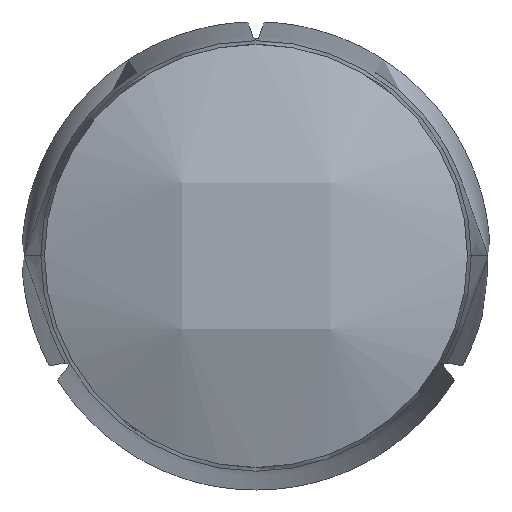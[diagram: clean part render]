
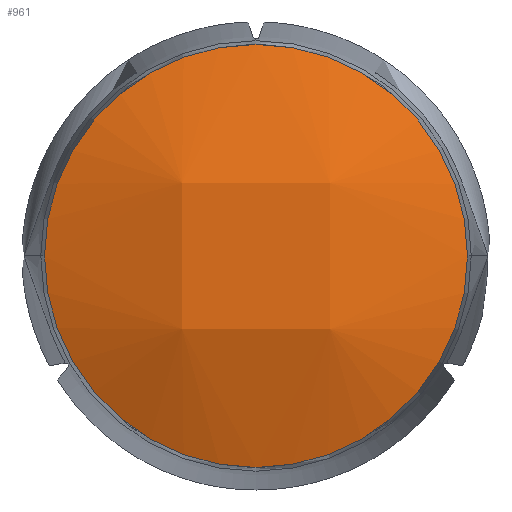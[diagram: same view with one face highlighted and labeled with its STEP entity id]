
A CAD part, front view. The second image highlights one B-rep face of the part: STEP entity #961.
In plain terms, the highlighted free-form (B-spline) face has degree [3, 3] with [4, 4] control points.
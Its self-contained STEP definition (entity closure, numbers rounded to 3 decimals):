
#7 = DIRECTION ( 'NONE',  ( 0., 0., -1. ) ) ;
#19 = DIRECTION ( 'NONE',  ( 0., 1., 0. ) ) ;
#26 = CARTESIAN_POINT ( 'NONE',  ( 44.555, 0.354, 0. ) ) ;
#42 = ORIENTED_EDGE ( 'NONE', *, *, #616, .F. ) ;
#43 = DIRECTION ( 'NONE',  ( 0., 0., -1. ) ) ;
#50 = DIRECTION ( 'NONE',  ( 0., 1., 0. ) ) ;
#55 = CARTESIAN_POINT ( 'NONE',  ( 46.084, 0.694, 1.357 ) ) ;
#59 = CARTESIAN_POINT ( 'NONE',  ( 44.555, 0.354, 0. ) ) ;
#82 = CARTESIAN_POINT ( 'NONE',  ( 44.011, -0.268, 0.572 ) ) ;
#150 = AXIS2_PLACEMENT_3D ( 'NONE', #59, #50, #43 ) ;
#159 = CARTESIAN_POINT ( 'NONE',  ( 44.011, -0.269, -0.564 ) ) ;
#232 = FACE_OUTER_BOUND ( 'NONE', #538, .T. ) ;
#275 = CARTESIAN_POINT ( 'NONE',  ( 43.033, 0.691, 1.358 ) ) ;
#370 = AXIS2_PLACEMENT_3D ( 'NONE', #26, #19, #7 ) ;
#380 = CARTESIAN_POINT ( 'NONE',  ( 43.033, 0.248, -0.483 ) ) ;
#432 = CARTESIAN_POINT ( 'NONE',  ( 46.084, 0.251, -0.483 ) ) ;
#435 = CIRCLE ( 'NONE', #370, 1.5 ) ;
#527 = CARTESIAN_POINT ( 'NONE',  ( 45.107, 0.249, 1.584 ) ) ;
#538 = EDGE_LOOP ( 'NONE', ( #42, #1246 ) ) ;
#539 = CARTESIAN_POINT ( 'NONE',  ( 44.011, 0.248, 1.584 ) ) ;
#616 = EDGE_CURVE ( 'NONE', #1033, #1078, #1018, .T. ) ;
#642 = EDGE_CURVE ( 'NONE', #1078, #1033, #435, .T. ) ;
#719 = CARTESIAN_POINT ( 'NONE',  ( 45.107, 0.245, -1.576 ) ) ;
#751 = CARTESIAN_POINT ( 'NONE',  ( 46.084, 0.252, 0.49 ) ) ;
#924 = CARTESIAN_POINT ( 'NONE',  ( 44.011, 0.244, -1.577 ) ) ;
#961 = ADVANCED_FACE ( 'NONE', ( #232 ), #1017, .T. ) ;
#1017 =( BOUNDED_SURFACE ( )  B_SPLINE_SURFACE ( 3, 3, ( 
 ( #55, #751, #432, #1056 ),
 ( #527, #1147, #1150, #719 ),
 ( #539, #82, #159, #924 ),
 ( #275, #1028, #380, #1129 ) ),
 .UNSPECIFIED., .F., .F., .T. ) 
 B_SPLINE_SURFACE_WITH_KNOTS ( ( 4, 4 ),
 ( 4, 4 ),
 ( 0., 1. ),
 ( 0., 1. ),
 .UNSPECIFIED. ) 
 GEOMETRIC_REPRESENTATION_ITEM ( )  RATIONAL_B_SPLINE_SURFACE ( (
 ( 1., 0.928, 0.928, 1.),
 ( 0.927, 0.86, 0.86, 0.927),
 ( 0.927, 0.86, 0.86, 0.927),
 ( 1., 0.928, 0.928, 1.) ) ) 
 REPRESENTATION_ITEM ( '' )  SURFACE ( )  );
#1018 = CIRCLE ( 'NONE', #150, 1.5 ) ;
#1028 = CARTESIAN_POINT ( 'NONE',  ( 43.033, 0.249, 0.491 ) ) ;
#1033 = VERTEX_POINT ( 'NONE', #1319 ) ;
#1056 = CARTESIAN_POINT ( 'NONE',  ( 46.084, 0.691, -1.35 ) ) ;
#1078 = VERTEX_POINT ( 'NONE', #1328 ) ;
#1129 = CARTESIAN_POINT ( 'NONE',  ( 43.033, 0.688, -1.352 ) ) ;
#1147 = CARTESIAN_POINT ( 'NONE',  ( 45.107, -0.267, 0.572 ) ) ;
#1150 = CARTESIAN_POINT ( 'NONE',  ( 45.107, -0.268, -0.563 ) ) ;
#1246 = ORIENTED_EDGE ( 'NONE', *, *, #642, .F. ) ;
#1319 = CARTESIAN_POINT ( 'NONE',  ( 44.555, 0.354, -1.5 ) ) ;
#1328 = CARTESIAN_POINT ( 'NONE',  ( 44.555, 0.354, 1.5 ) ) ;
